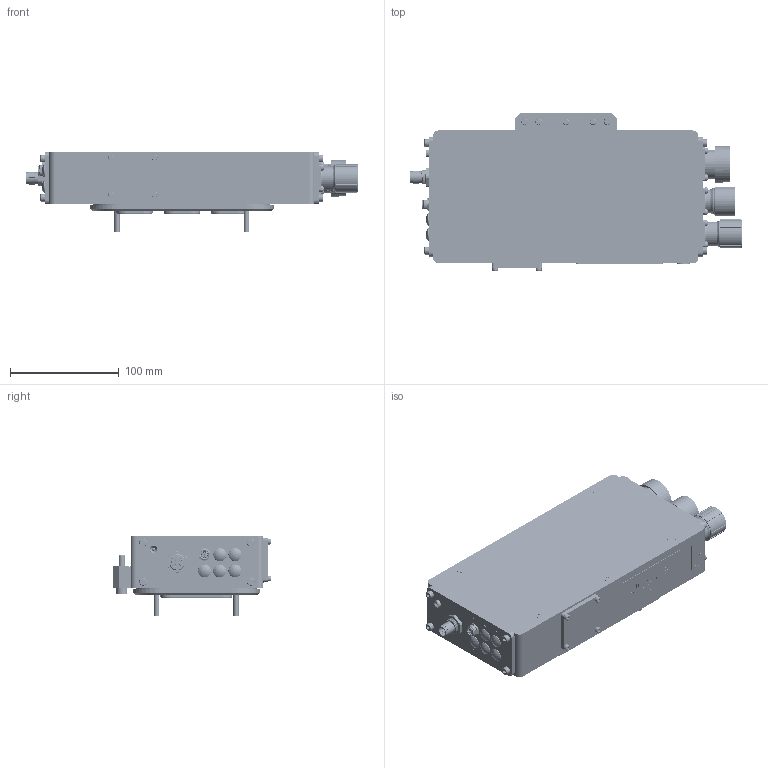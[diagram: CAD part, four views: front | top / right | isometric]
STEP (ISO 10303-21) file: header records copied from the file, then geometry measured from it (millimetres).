
FILE_DESCRIPTION (( 'STEP AP214' ), '1' );
FILE_NAME ('P7501-023.STEP', '2023-02-15T09:28:08', ( '' ), ( '' ), 'SwSTEP 2.0', 'SolidWorks 2021', '' );
FILE_SCHEMA (( 'AUTOMOTIVE_DESIGN' ));
Length unit declared in the file: millimetre
Products named in the file (1): P7501-023
Bounding box: 305.25 x 145 x 73.7 mm (x, y, z)
Volume: 1604988 mm3; surface area: 361217.9 mm2
Topology: 151 solids, 156 shells, 5597 faces, 14013 edges, 9198 vertices
Faces by surface type: plane 2508, cylinder 1702, bspline 802, cone 435, torus 138, sphere 12
Entity records: 269890 total; most frequent: CARTESIAN_POINT 77984, ORIENTED_EDGE 27948, DIRECTION 23904, EDGE_CURVE 13974, VERTEX_POINT 9198, AXIS2_PLACEMENT_3D 8538, VECTOR 6828, LINE 6828
